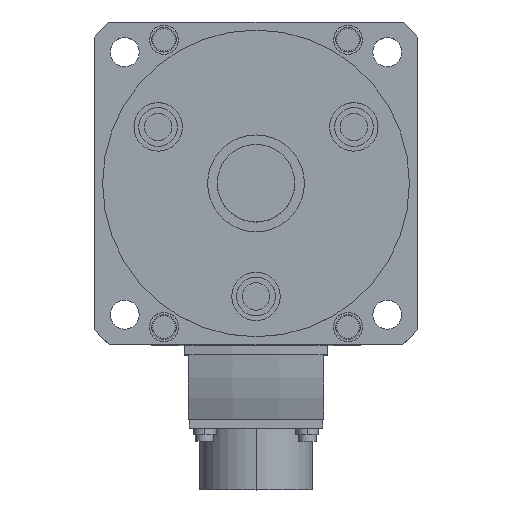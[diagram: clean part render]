
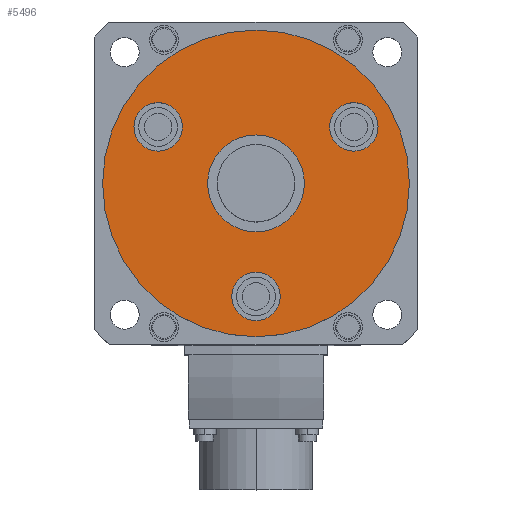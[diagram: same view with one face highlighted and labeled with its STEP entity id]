
A CAD part, top view. The second image highlights one B-rep face of the part: STEP entity #5496.
In plain terms, the highlighted planar face has unit normal (0, 0, 1).
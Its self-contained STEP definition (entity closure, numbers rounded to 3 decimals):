
#1=CARTESIAN_POINT('',(-30.311,17.5,3.));
#2=DIRECTION('',(0.,0.,1.));
#3=DIRECTION('',(0.5,0.866,0.));
#4=AXIS2_PLACEMENT_3D('',#1,#2,#3);
#6=CARTESIAN_POINT('',(-30.311,17.5,3.));
#7=DIRECTION('',(0.,0.,1.));
#8=DIRECTION('',(-0.5,-0.866,0.));
#9=AXIS2_PLACEMENT_3D('',#6,#7,#8);
#11=CARTESIAN_POINT('',(30.311,17.5,3.));
#12=DIRECTION('',(0.,0.,1.));
#13=DIRECTION('',(0.5,-0.866,0.));
#14=AXIS2_PLACEMENT_3D('',#11,#12,#13);
#16=CARTESIAN_POINT('',(30.311,17.5,3.));
#17=DIRECTION('',(0.,0.,1.));
#18=DIRECTION('',(-0.5,0.866,0.));
#19=AXIS2_PLACEMENT_3D('',#16,#17,#18);
#21=CARTESIAN_POINT('',(0.,-35.,3.));
#22=DIRECTION('',(0.,0.,1.));
#23=DIRECTION('',(-1.,0.,0.));
#24=AXIS2_PLACEMENT_3D('',#21,#22,#23);
#26=CARTESIAN_POINT('',(0.,-35.,3.));
#27=DIRECTION('',(0.,0.,1.));
#28=DIRECTION('',(1.,0.,0.));
#29=AXIS2_PLACEMENT_3D('',#26,#27,#28);
#31=CARTESIAN_POINT('',(0.,0.,3.));
#32=DIRECTION('',(0.,0.,-1.));
#33=DIRECTION('',(1.,0.,0.));
#34=AXIS2_PLACEMENT_3D('',#31,#32,#33);
#36=CARTESIAN_POINT('',(0.,0.,3.));
#37=DIRECTION('',(0.,0.,-1.));
#38=DIRECTION('',(-1.,0.,0.));
#39=AXIS2_PLACEMENT_3D('',#36,#37,#38);
#41=CARTESIAN_POINT('',(0.,0.,3.));
#42=DIRECTION('',(0.,0.,1.));
#43=DIRECTION('',(0.,-1.,0.));
#44=AXIS2_PLACEMENT_3D('',#41,#42,#43);
#46=CARTESIAN_POINT('',(0.,0.,3.));
#47=DIRECTION('',(0.,0.,1.));
#48=DIRECTION('',(0.,1.,0.));
#49=AXIS2_PLACEMENT_3D('',#46,#47,#48);
#4217=CARTESIAN_POINT('',(47.5,0.,3.));
#4218=CARTESIAN_POINT('',(-47.5,0.,3.));
#4219=VERTEX_POINT('',#4217);
#4220=VERTEX_POINT('',#4218);
#4357=CARTESIAN_POINT('',(-7.5,-35.,3.));
#4358=CARTESIAN_POINT('',(7.5,-35.,3.));
#4359=VERTEX_POINT('',#4357);
#4360=VERTEX_POINT('',#4358);
#4361=CARTESIAN_POINT('',(34.061,11.005,3.));
#4362=CARTESIAN_POINT('',(26.561,23.995,3.));
#4363=VERTEX_POINT('',#4361);
#4364=VERTEX_POINT('',#4362);
#4365=CARTESIAN_POINT('',(-26.561,23.995,3.));
#4366=CARTESIAN_POINT('',(-34.061,11.005,3.));
#4367=VERTEX_POINT('',#4365);
#4368=VERTEX_POINT('',#4366);
#5261=CARTESIAN_POINT('',(0.,-15.,3.));
#5262=CARTESIAN_POINT('',(0.,15.,3.));
#5263=VERTEX_POINT('',#5261);
#5264=VERTEX_POINT('',#5262);
#5461=CARTESIAN_POINT('',(0.,0.,3.));
#5462=DIRECTION('',(0.,0.,1.));
#5463=DIRECTION('',(-1.,0.,0.));
#5464=AXIS2_PLACEMENT_3D('',#5461,#5462,#5463);
#5465=PLANE('',#5464);
#5467=ORIENTED_EDGE('',*,*,#5466,.T.);
#5469=ORIENTED_EDGE('',*,*,#5468,.T.);
#5470=EDGE_LOOP('',(#5467,#5469));
#5471=FACE_OUTER_BOUND('',#5470,.F.);
#5473=ORIENTED_EDGE('',*,*,#5472,.T.);
#5475=ORIENTED_EDGE('',*,*,#5474,.T.);
#5476=EDGE_LOOP('',(#5473,#5475));
#5477=FACE_BOUND('',#5476,.F.);
#5479=ORIENTED_EDGE('',*,*,#5478,.T.);
#5481=ORIENTED_EDGE('',*,*,#5480,.T.);
#5482=EDGE_LOOP('',(#5479,#5481));
#5483=FACE_BOUND('',#5482,.F.);
#5485=ORIENTED_EDGE('',*,*,#5484,.T.);
#5487=ORIENTED_EDGE('',*,*,#5486,.T.);
#5488=EDGE_LOOP('',(#5485,#5487));
#5489=FACE_BOUND('',#5488,.F.);
#5491=ORIENTED_EDGE('',*,*,#5490,.T.);
#5493=ORIENTED_EDGE('',*,*,#5492,.T.);
#5494=EDGE_LOOP('',(#5491,#5493));
#5495=FACE_BOUND('',#5494,.F.);
#5496=ADVANCED_FACE('',(#5471,#5477,#5483,#5489,#5495),#5465,.T.);
#5=CIRCLE('',#4,7.5);
#10=CIRCLE('',#9,7.5);
#15=CIRCLE('',#14,7.5);
#20=CIRCLE('',#19,7.5);
#25=CIRCLE('',#24,7.5);
#30=CIRCLE('',#29,7.5);
#35=CIRCLE('',#34,47.5);
#40=CIRCLE('',#39,47.5);
#45=CIRCLE('',#44,15.);
#50=CIRCLE('',#49,15.);
#5466=EDGE_CURVE('',#4219,#4220,#35,.T.);
#5468=EDGE_CURVE('',#4220,#4219,#40,.T.);
#5472=EDGE_CURVE('',#4367,#4368,#5,.T.);
#5474=EDGE_CURVE('',#4368,#4367,#10,.T.);
#5478=EDGE_CURVE('',#4363,#4364,#15,.T.);
#5480=EDGE_CURVE('',#4364,#4363,#20,.T.);
#5484=EDGE_CURVE('',#4359,#4360,#25,.T.);
#5486=EDGE_CURVE('',#4360,#4359,#30,.T.);
#5490=EDGE_CURVE('',#5263,#5264,#45,.T.);
#5492=EDGE_CURVE('',#5264,#5263,#50,.T.);
